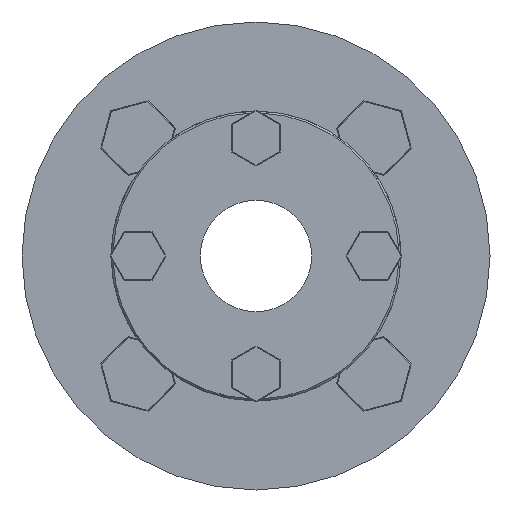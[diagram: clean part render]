
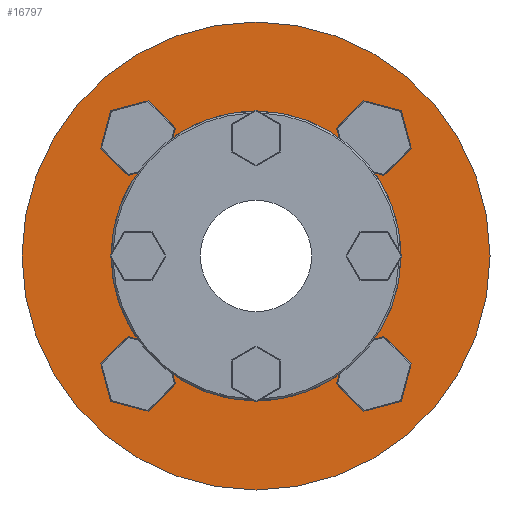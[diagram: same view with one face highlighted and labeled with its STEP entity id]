
A CAD part, left-side view. The second image highlights one B-rep face of the part: STEP entity #16797.
In plain terms, the highlighted planar face has unit normal (-1, 0, 0).
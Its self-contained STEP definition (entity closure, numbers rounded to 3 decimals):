
#407 = EDGE_LOOP ( 'NONE', ( #1324, #1325 ) ) ;
#411 = EDGE_LOOP ( 'NONE', ( #1326, #1327, #1328, #1329, #1330, #1331, #1332, #1333, #1334, #1335, #1336 ) ) ;
#1324 = ORIENTED_EDGE ( 'NONE', *, *, #16621, .F. ) ;
#1325 = ORIENTED_EDGE ( 'NONE', *, *, #16619, .F. ) ;
#1326 = ORIENTED_EDGE ( 'NONE', *, *, #16638, .T. ) ;
#1327 = ORIENTED_EDGE ( 'NONE', *, *, #16641, .T. ) ;
#1328 = ORIENTED_EDGE ( 'NONE', *, *, #16628, .T. ) ;
#1329 = ORIENTED_EDGE ( 'NONE', *, *, #16636, .T. ) ;
#1330 = ORIENTED_EDGE ( 'NONE', *, *, #16632, .T. ) ;
#1331 = ORIENTED_EDGE ( 'NONE', *, *, #16637, .T. ) ;
#1332 = ORIENTED_EDGE ( 'NONE', *, *, #16576, .T. ) ;
#1333 = ORIENTED_EDGE ( 'NONE', *, *, #16608, .T. ) ;
#1334 = ORIENTED_EDGE ( 'NONE', *, *, #16635, .T. ) ;
#1335 = ORIENTED_EDGE ( 'NONE', *, *, #16643, .T. ) ;
#1336 = ORIENTED_EDGE ( 'NONE', *, *, #16577, .T. ) ;
#5544 = AXIS2_PLACEMENT_3D ( 'NONE', #11772, #11773, #11774 ) ;
#5545 = AXIS2_PLACEMENT_3D ( 'NONE', #11775, #11776, #11777 ) ;
#5557 = AXIS2_PLACEMENT_3D ( 'NONE', #11855, #11856, #11857 ) ;
#5566 = AXIS2_PLACEMENT_3D ( 'NONE', #11887, #11889, #11890 ) ;
#5567 = AXIS2_PLACEMENT_3D ( 'NONE', #11882, #11883, #11884 ) ;
#5568 = AXIS2_PLACEMENT_3D ( 'NONE', #11920, #11927, #11928 ) ;
#5573 = AXIS2_PLACEMENT_3D ( 'NONE', #11904, #11906, #11907 ) ;
#5575 = AXIS2_PLACEMENT_3D ( 'NONE', #11914, #11916, #11917 ) ;
#5576 = AXIS2_PLACEMENT_3D ( 'NONE', #11922, #11924, #11925 ) ;
#5577 = AXIS2_PLACEMENT_3D ( 'NONE', #11923, #11930, #11931 ) ;
#5578 = AXIS2_PLACEMENT_3D ( 'NONE', #11926, #11933, #11934 ) ;
#5581 = AXIS2_PLACEMENT_3D ( 'NONE', #11935, #11942, #11943 ) ;
#5583 = AXIS2_PLACEMENT_3D ( 'NONE', #11941, #11948, #11949 ) ;
#11170 = CARTESIAN_POINT ( 'NONE',  ( -39.5, -19.716, 33.65 ) ) ;
#11171 = CARTESIAN_POINT ( 'NONE',  ( -39.5, 33.65, 19.716 ) ) ;
#11175 = CARTESIAN_POINT ( 'NONE',  ( -39.5, 19.716, -33.65 ) ) ;
#11176 = CARTESIAN_POINT ( 'NONE',  ( -39.5, -21.641, -32.445 ) ) ;
#11179 = CARTESIAN_POINT ( 'NONE',  ( -39.5, -33.65, -19.716 ) ) ;
#11180 = CARTESIAN_POINT ( 'NONE',  ( -39.5, -32.445, 21.641 ) ) ;
#11181 = CARTESIAN_POINT ( 'NONE',  ( -39.5, 39., 0. ) ) ;
#11185 = CARTESIAN_POINT ( 'NONE',  ( -39.5, -63., 0. ) ) ;
#11186 = CARTESIAN_POINT ( 'NONE',  ( -39.5, 63., 0. ) ) ;
#11225 = CARTESIAN_POINT ( 'NONE',  ( -39.5, 21.641, 32.445 ) ) ;
#11320 = CARTESIAN_POINT ( 'NONE',  ( -39.5, 21.59, 31.356 ) ) ;
#11322 = CARTESIAN_POINT ( 'NONE',  ( -39.5, 31.356, -21.59 ) ) ;
#11324 = CARTESIAN_POINT ( 'NONE',  ( -39.5, 32.445, -21.641 ) ) ;
#11772 = CARTESIAN_POINT ( 'NONE',  ( -39.5, 31.356, -33.238 ) ) ;
#11773 = DIRECTION ( 'NONE',  ( -1., 0., 0. ) ) ;
#11774 = DIRECTION ( 'NONE',  ( 0., 1., 0. ) ) ;
#11775 = CARTESIAN_POINT ( 'NONE',  ( -39.5, 33.238, 31.356 ) ) ;
#11776 = DIRECTION ( 'NONE',  ( -1., 0., 0. ) ) ;
#11777 = DIRECTION ( 'NONE',  ( 0., 1., 0. ) ) ;
#11855 = CARTESIAN_POINT ( 'NONE',  ( -39.5, 0., 0. ) ) ;
#11856 = DIRECTION ( 'NONE',  ( 1., 0., 0. ) ) ;
#11857 = DIRECTION ( 'NONE',  ( 0., 1., 0. ) ) ;
#11882 = CARTESIAN_POINT ( 'NONE',  ( -39.5, 0., 0. ) ) ;
#11883 = DIRECTION ( 'NONE',  ( 1., 0., 0. ) ) ;
#11884 = DIRECTION ( 'NONE',  ( 0., 1., 0. ) ) ;
#11887 = CARTESIAN_POINT ( 'NONE',  ( -39.5, 0., 0. ) ) ;
#11889 = DIRECTION ( 'NONE',  ( 1., 0., 0. ) ) ;
#11890 = DIRECTION ( 'NONE',  ( 0., 1., 0. ) ) ;
#11904 = CARTESIAN_POINT ( 'NONE',  ( -39.5, 0., 0. ) ) ;
#11906 = DIRECTION ( 'NONE',  ( 1., 0., 0. ) ) ;
#11907 = DIRECTION ( 'NONE',  ( 0., 1., 0. ) ) ;
#11914 = CARTESIAN_POINT ( 'NONE',  ( -39.5, 0., 0. ) ) ;
#11916 = DIRECTION ( 'NONE',  ( 1., 0., 0. ) ) ;
#11917 = DIRECTION ( 'NONE',  ( 0., 1., 0. ) ) ;
#11920 = CARTESIAN_POINT ( 'NONE',  ( -39.5, -33.238, -31.356 ) ) ;
#11922 = CARTESIAN_POINT ( 'NONE',  ( -39.5, 0., 0. ) ) ;
#11923 = CARTESIAN_POINT ( 'NONE',  ( -39.5, 31.356, -33.238 ) ) ;
#11924 = DIRECTION ( 'NONE',  ( 1., 0., 0. ) ) ;
#11925 = DIRECTION ( 'NONE',  ( 0., 1., 0. ) ) ;
#11926 = CARTESIAN_POINT ( 'NONE',  ( -39.5, 0., 0. ) ) ;
#11927 = DIRECTION ( 'NONE',  ( -1., 0., 0. ) ) ;
#11928 = DIRECTION ( 'NONE',  ( 0., 1., 0. ) ) ;
#11930 = DIRECTION ( 'NONE',  ( -1., 0., 0. ) ) ;
#11931 = DIRECTION ( 'NONE',  ( 0., 1., 0. ) ) ;
#11933 = DIRECTION ( 'NONE',  ( 1., 0., 0. ) ) ;
#11934 = DIRECTION ( 'NONE',  ( 0., 1., 0. ) ) ;
#11935 = CARTESIAN_POINT ( 'NONE',  ( -39.5, -31.356, 33.238 ) ) ;
#11941 = CARTESIAN_POINT ( 'NONE',  ( -39.5, 33.238, 31.356 ) ) ;
#11942 = DIRECTION ( 'NONE',  ( -1., 0., 0. ) ) ;
#11943 = DIRECTION ( 'NONE',  ( 0., 1., 0. ) ) ;
#11948 = DIRECTION ( 'NONE',  ( -1., 0., 0. ) ) ;
#11949 = DIRECTION ( 'NONE',  ( 0., 1., 0. ) ) ;
#12431 = CIRCLE ( 'NONE', #5544, 11.648 ) ;
#12432 = CIRCLE ( 'NONE', #5545, 11.648 ) ;
#12478 = CIRCLE ( 'NONE', #5557, 39. ) ;
#12494 = CIRCLE ( 'NONE', #5567, 63. ) ;
#12498 = CIRCLE ( 'NONE', #5566, 63. ) ;
#12506 = CIRCLE ( 'NONE', #5573, 39. ) ;
#12512 = CIRCLE ( 'NONE', #5575, 39. ) ;
#12514 = CIRCLE ( 'NONE', #5576, 39. ) ;
#12515 = CIRCLE ( 'NONE', #5568, 11.648 ) ;
#12516 = CIRCLE ( 'NONE', #5577, 11.648 ) ;
#12517 = CIRCLE ( 'NONE', #5578, 39. ) ;
#12521 = CIRCLE ( 'NONE', #5581, 11.648 ) ;
#12523 = CIRCLE ( 'NONE', #5583, 11.648 ) ;
#12749 = FACE_OUTER_BOUND ( 'NONE', #407, .T. ) ;
#12752 = FACE_BOUND ( 'NONE', #411, .T. ) ;
#13044 = AXIS2_PLACEMENT_3D ( 'NONE', #14349, #14352, #14353 ) ;
#14349 = CARTESIAN_POINT ( 'NONE',  ( -39.5, -24.116, 0. ) ) ;
#14350 = PLANE ( 'NONE',  #13044 ) ;
#14352 = DIRECTION ( 'NONE',  ( 1., 0., 0. ) ) ;
#14353 = DIRECTION ( 'NONE',  ( 0., 1., 0. ) ) ;
#16196 = VERTEX_POINT ( 'NONE', #11170 ) ;
#16197 = VERTEX_POINT ( 'NONE', #11171 ) ;
#16201 = VERTEX_POINT ( 'NONE', #11175 ) ;
#16202 = VERTEX_POINT ( 'NONE', #11176 ) ;
#16205 = VERTEX_POINT ( 'NONE', #11179 ) ;
#16206 = VERTEX_POINT ( 'NONE', #11180 ) ;
#16207 = VERTEX_POINT ( 'NONE', #11181 ) ;
#16211 = VERTEX_POINT ( 'NONE', #11185 ) ;
#16212 = VERTEX_POINT ( 'NONE', #11186 ) ;
#16251 = VERTEX_POINT ( 'NONE', #11225 ) ;
#16346 = VERTEX_POINT ( 'NONE', #11320 ) ;
#16348 = VERTEX_POINT ( 'NONE', #11322 ) ;
#16350 = VERTEX_POINT ( 'NONE', #11324 ) ;
#16576 = EDGE_CURVE ( 'NONE', #16348, #16350, #12431, .T. ) ;
#16577 = EDGE_CURVE ( 'NONE', #16346, #16251, #12432, .T. ) ;
#16608 = EDGE_CURVE ( 'NONE', #16350, #16207, #12478, .T. ) ;
#16619 = EDGE_CURVE ( 'NONE', #16211, #16212, #12494, .T. ) ;
#16621 = EDGE_CURVE ( 'NONE', #16212, #16211, #12498, .T. ) ;
#16628 = EDGE_CURVE ( 'NONE', #16206, #16205, #12506, .T. ) ;
#16632 = EDGE_CURVE ( 'NONE', #16202, #16201, #12512, .T. ) ;
#16635 = EDGE_CURVE ( 'NONE', #16207, #16197, #12514, .T. ) ;
#16636 = EDGE_CURVE ( 'NONE', #16205, #16202, #12515, .T. ) ;
#16637 = EDGE_CURVE ( 'NONE', #16201, #16348, #12516, .T. ) ;
#16638 = EDGE_CURVE ( 'NONE', #16251, #16196, #12517, .T. ) ;
#16641 = EDGE_CURVE ( 'NONE', #16196, #16206, #12521, .T. ) ;
#16643 = EDGE_CURVE ( 'NONE', #16197, #16346, #12523, .T. ) ;
#16797 = ADVANCED_FACE ( 'NONE', ( #12749, #12752 ), #14350, .F. ) ;
